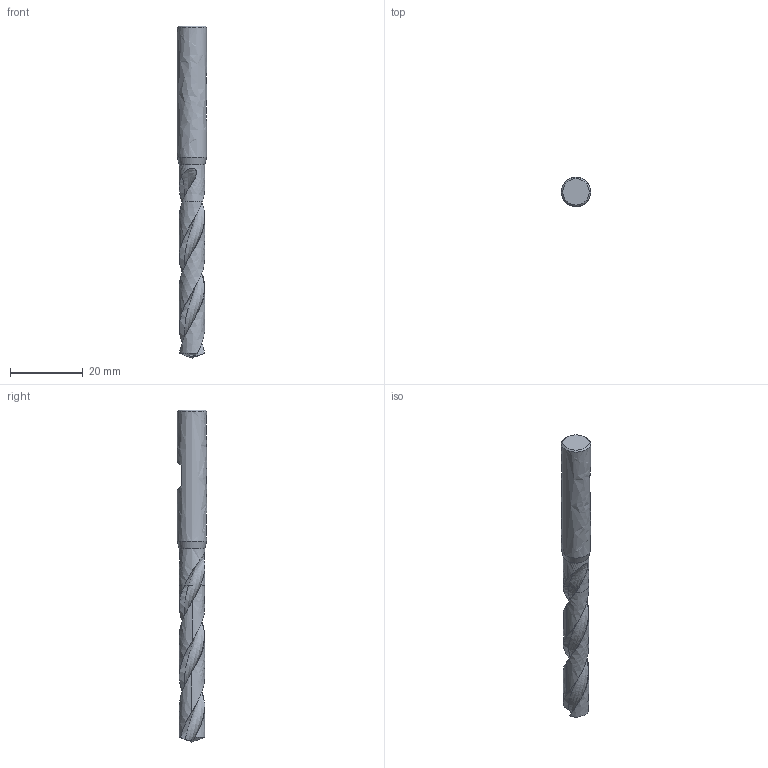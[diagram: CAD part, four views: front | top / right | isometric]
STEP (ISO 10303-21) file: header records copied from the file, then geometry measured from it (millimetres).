
FILE_DESCRIPTION(('STEP'), '1');
FILE_NAME('10915116.stp', '2020-02-26T16:19:09', ('TDM Systems GmbH'), ('TDM Systems GmbH'), 'HarmonyWare STEP v2.1.2-dev Express v3.0.0.0', 'TDM', 'Unknown');
FILE_SCHEMA(('AUTOMOTIVE_DESIGN'));
Length unit declared in the file: millimetre
Products named in the file (1): NONE
Bounding box: 8 x 8 x 91 mm (x, y, z)
Volume: 3226.5 mm3; surface area: 2323 mm2
Topology: 2 solids, 2 shells, 33 faces, 86 edges, 64 vertices
Faces by surface type: bspline 25, plane 8
Entity records: 5488 total; most frequent: CARTESIAN_POINT 4794, ORIENTED_EDGE 162, EDGE_CURVE 81, DIRECTION 75, VERTEX_POINT 55, B_SPLINE_CURVE_WITH_KNOTS 42, EDGE_LOOP 36, ADVANCED_FACE 33
